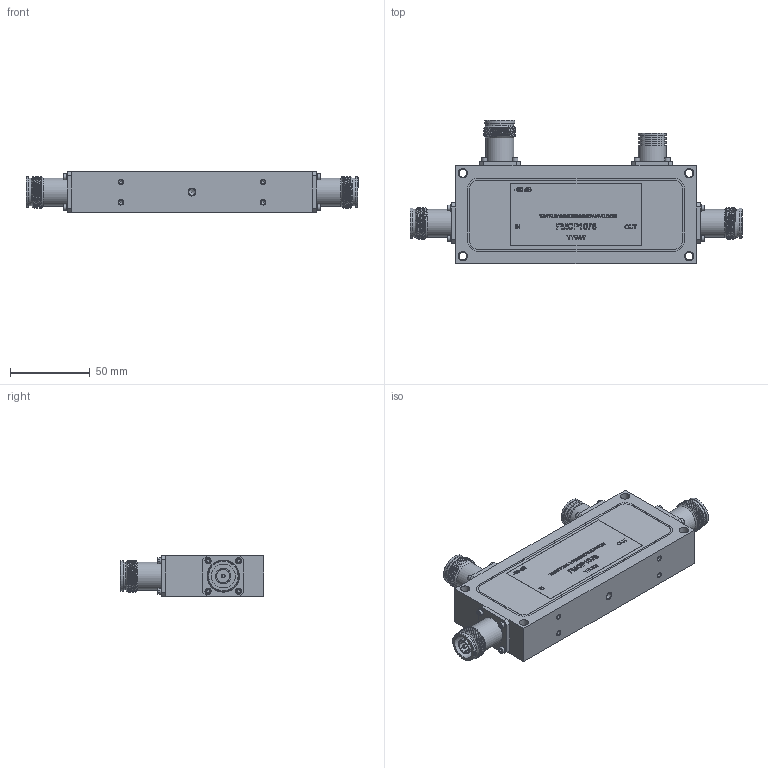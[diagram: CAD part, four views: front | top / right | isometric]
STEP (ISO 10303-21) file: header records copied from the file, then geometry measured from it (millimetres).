
FILE_DESCRIPTION (( 'STEP AP203' ), '1' );
FILE_NAME ('FMCP1076_3D.step', '2021-03-05T17:34:44', ( '' ), ( '' ), 'SwSTEP 2.0', 'SolidWorks 2020', '' );
FILE_SCHEMA (( 'CONFIG_CONTROL_DESIGN' ));
Length unit declared in the file: inch
Products named in the file (1): FMCP1076_3D
Bounding box: 207.52 x 89.41 x 25.48 mm (x, y, z)
Volume: 256009.1 mm3; surface area: 43534.7 mm2
Topology: 1 solids, 1 shells, 1261 faces, 3107 edges, 1996 vertices
Faces by surface type: plane 778, bspline 215, cone 158, cylinder 110
Full cylindrical faces by diameter (mm): 1.651 x3, 2.413 x3, 2.705 x4, 3.505 x4, 3.658 x16, 3.856 x16, 4.2 x2, 4.826 x4, 5 x2, 5.842 x8, 8.255 x3, 9.627 x3, 14.909 x3, 15.441 x3, 17.404 x3, 17.473 x7, 18.973 x3
Entity records: 50754 total; most frequent: CARTESIAN_POINT 23414, ORIENTED_EDGE 5822, DIRECTION 4812, EDGE_CURVE 2911, VERTEX_POINT 1937, VECTOR 1830, LINE 1830, EDGE_LOOP 1548
